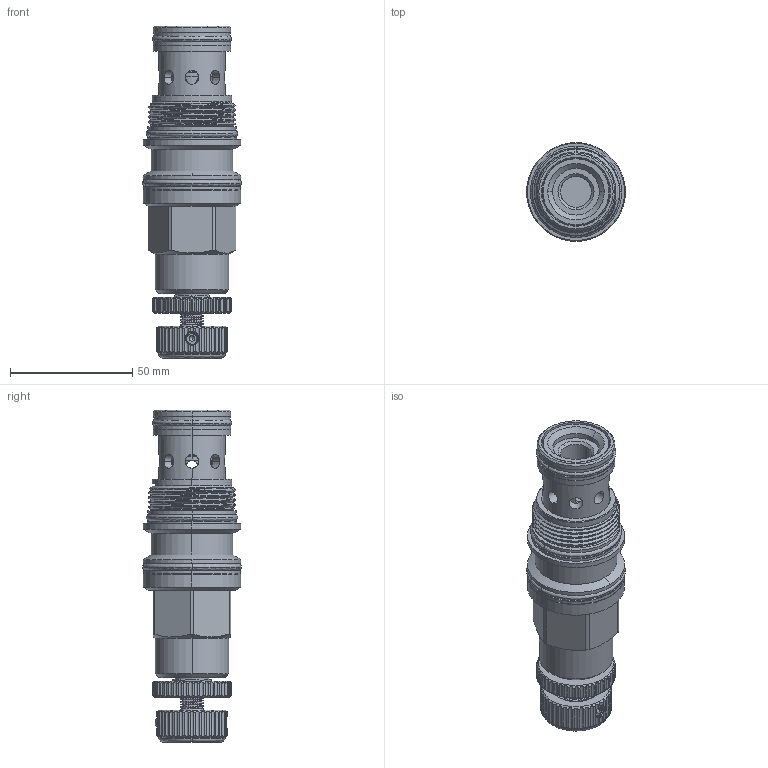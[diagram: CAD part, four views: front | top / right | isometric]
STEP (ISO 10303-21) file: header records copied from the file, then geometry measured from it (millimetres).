
FILE_DESCRIPTION (( 'STEP AP203' ), '1' );
FILE_NAME ('PB17A30-K.STEP', '2016-07-22T06:09:24', ( '' ), ( '' ), 'SwSTEP 2.0', 'SolidWorks 2012', '' );
FILE_SCHEMA (( 'CONFIG_CONTROL_DESIGN' ));
Length unit declared in the file: millimetre
Products named in the file (1): PB17A30-K
Bounding box: 40.4 x 40.4 x 135.55 mm (x, y, z)
Surface area: 32776.8 mm2 (no closed solid volume)
Topology: 0 solids, 23 shells, 848 faces, 2322 edges, 1485 vertices
Faces by surface type: cylinder 489, plane 212, bspline 78, cone 69
Entity records: 44606 total; most frequent: CARTESIAN_POINT 24182, ORIENTED_EDGE 4595, DIRECTION 3890, EDGE_CURVE 2300, AXIS2_PLACEMENT_3D 1518, VERTEX_POINT 1485, EDGE_LOOP 929, VECTOR 854
